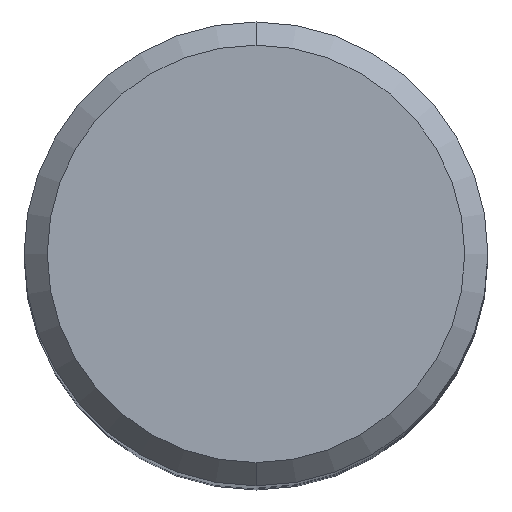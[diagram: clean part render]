
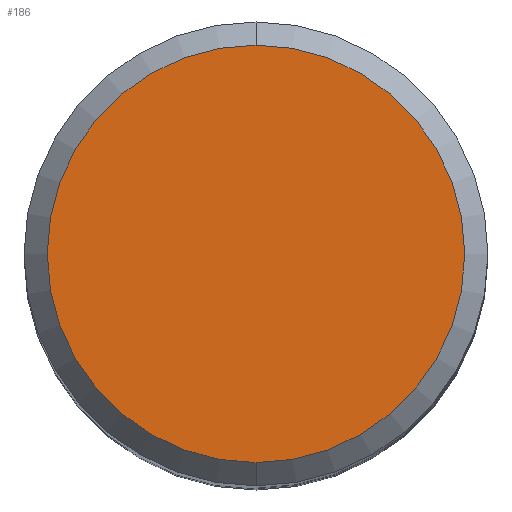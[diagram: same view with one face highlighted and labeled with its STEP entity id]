
A CAD part, top view. The second image highlights one B-rep face of the part: STEP entity #186.
In plain terms, the highlighted planar face has unit normal (0, 0, 1).
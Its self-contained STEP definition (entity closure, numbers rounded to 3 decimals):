
#102=EDGE_CURVE('',#108,#150,#240,.T.);
#108=VERTEX_POINT('',#246);
#122=EDGE_CURVE('',#150,#108,#262,.T.);
#150=VERTEX_POINT('',#292);
#186=ADVANCED_FACE('',(#333),#334,.T.);
#240=CIRCLE('',#388,9.0);
#246=CARTESIAN_POINT('',(0.,-9.0,0.0));
#262=CIRCLE('',#418,9.0);
#292=CARTESIAN_POINT('',(0.0,9.0,0.0));
#333=FACE_OUTER_BOUND('',#505,.T.);
#334=PLANE('',#506);
#388=AXIS2_PLACEMENT_3D('',#555,#556,#557);
#418=AXIS2_PLACEMENT_3D('',#583,#584,#585);
#505=EDGE_LOOP('',(#666,#667));
#506=AXIS2_PLACEMENT_3D('',#668,#669,#670);
#555=CARTESIAN_POINT('',(0.0,0.0,0.0));
#556=DIRECTION('',(0.0,0.0,-1.0));
#557=DIRECTION('',(0.0,1.0,0.0));
#583=CARTESIAN_POINT('',(0.0,0.0,0.0));
#584=DIRECTION('',(0.0,0.0,-1.0));
#585=DIRECTION('',(0.0,1.0,0.0));
#666=ORIENTED_EDGE('',*,*,#122,.F.);
#667=ORIENTED_EDGE('',*,*,#102,.F.);
#668=CARTESIAN_POINT('',(0.0,4.5,0.0));
#669=DIRECTION('',(-0.0,0.0,1.0));
#670=DIRECTION('',(0.0,-1.0,0.0));
